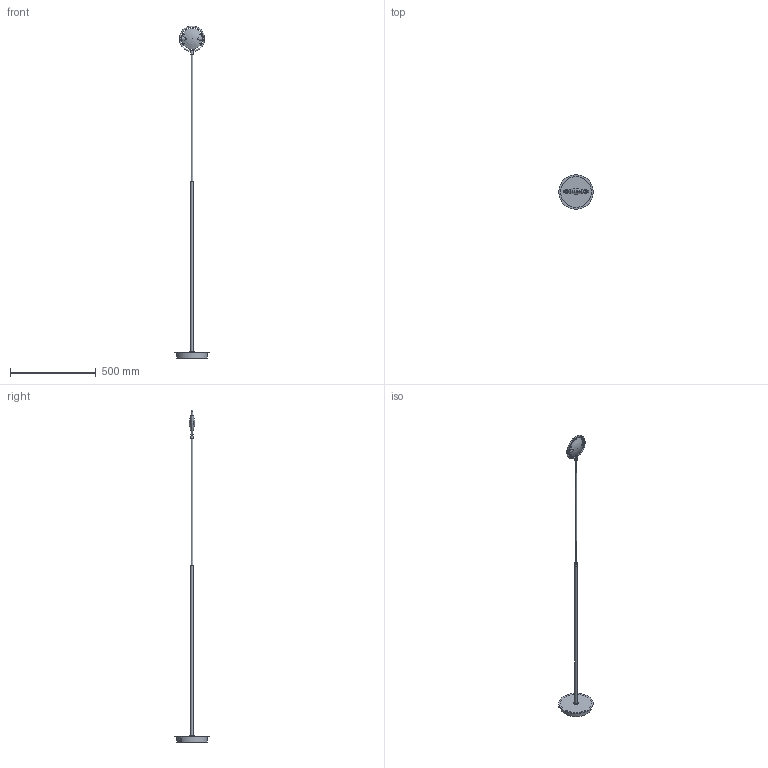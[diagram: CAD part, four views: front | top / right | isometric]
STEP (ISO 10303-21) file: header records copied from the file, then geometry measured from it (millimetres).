
FILE_DESCRIPTION(/* description */ (''),/* implementation_level */ '2;1');
FILE_NAME(/* name */ 'F302625xxxxxxx.stp',/* time_stamp */ '2020-01-15T12:18:40+01:00',/* author */ ('sghezzi'),/* organization */ (''),/* preprocessor_version */ 'ST-DEVELOPER v17.2',/* originating_system */ 'Autodesk Inventor 2019',/* authorisation */ '');
FILE_SCHEMA (('AUTOMOTIVE_DESIGN { 1 0 10303 214 3 1 1 }'));
Length unit declared in the file: millimetre
Products named in the file (13): Nobi_3026; Anello; LAMPADINA_ALOGENA_60-150W_R7s; Molla; Diffusore; Molla_MIR; Diffusore_MIR; 007302608_Tige; 007365230_Rondella d26 sp3; 070020050_Disco Chiusura Base; 070020030_Zavorra Nr Opaco; 070020050_Disco chiusura base_1; 050023007_Cavo 3x0.75 HO3V2V2-F HT90 d5.5 Nr
Assembly tree (12 placements, depth 2):
  Nobi_3026
    Anello
    LAMPADINA_ALOGENA_60-150W_R7s
    Molla
    Diffusore
    Molla_MIR
    Diffusore_MIR
    007302608_Tige
    007365230_Rondella d26 sp3
    070020050_Disco Chiusura Base
    070020030_Zavorra Nr Opaco
    070020050_Disco chiusura base_1
    050023007_Cavo 3x0.75 HO3V2V2-F HT90 d5.5 Nr
Bounding box: 200 x 200 x 1934.48 mm (x, y, z)
Volume: 743752.2 mm3; surface area: 428832.8 mm2
Topology: 13 solids, 14 shells, 261 faces, 704 edges, 481 vertices
Faces by surface type: plane 130, cylinder 87, torus 16, cone 13, bspline 12, sphere 3
Full cylindrical faces by diameter (mm): 2.459 x2, 5.5 x2, 7 x3, 8.5 x1, 9 x3, 10 x2, 10.5 x1, 12 x3, 13 x2, 14 x2, 16 x7, 16.3 x2, 26 x1, 160 x1, 162 x1, 180 x1, 200 x1
Entity records: 10385 total; most frequent: CARTESIAN_POINT 3267, ORIENTED_EDGE 1388, DIRECTION 1374, EDGE_CURVE 694, AXIS2_PLACEMENT_3D 542, VERTEX_POINT 473, EDGE_LOOP 299, LINE 290
